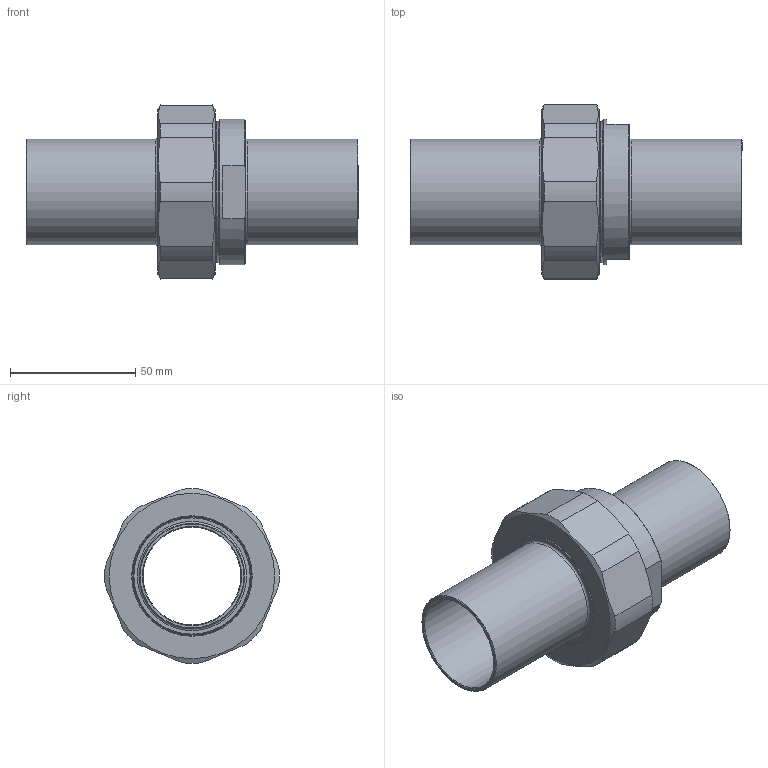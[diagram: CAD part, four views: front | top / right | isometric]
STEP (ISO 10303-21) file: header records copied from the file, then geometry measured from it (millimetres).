
FILE_DESCRIPTION(/* description */ (''),/* implementation_level */ '2;1');
FILE_NAME(/* name */ '3D_R666-PE-PG-42-DN50-42_1711304774.stp',/* time_stamp */ '2021-07-15T15:10:40+02:00',/* author */ ('cad'),/* organization */ (''),/* preprocessor_version */ 'ST-DEVELOPER v18.1',/* originating_system */ 'Autodesk Inventor 2022',/* authorisation */ '');
FILE_SCHEMA (('AUTOMOTIVE_DESIGN { 1 0 10303 214 3 1 1 }'));
Length unit declared in the file: millimetre
Products named in the file (4): 3D_R666-PE-PG-42-DN50-42_1711304774; 3D_R666-M-DN50_17113960; 3D_R666-PG-42-DN50_17113688; 3D_R666-PE-42-DN50_17113483
Assembly tree (3 placements, depth 2):
  3D_R666-PE-PG-42-DN50-42_1711304774
    3D_R666-M-DN50_17113960
    3D_R666-PG-42-DN50_17113688
    3D_R666-PE-42-DN50_17113483
Bounding box: 132.5 x 69.68 x 69.65 mm (x, y, z)
Volume: 89212.3 mm3; surface area: 52143.4 mm2
Topology: 3 solids, 3 shells, 69 faces, 173 edges, 114 vertices
Faces by surface type: plane 22, cone 20, cylinder 20, torus 7
Full cylindrical faces by diameter (mm): 39 x2, 42 x2, 47 x1, 47.5 x1, 54.5 x1, 56.2 x1, 56.656 x1, 58 x1, 59.5 x1, 60 x1
Entity records: 2249 total; most frequent: DIRECTION 404, CARTESIAN_POINT 403, ORIENTED_EDGE 346, AXIS2_PLACEMENT_3D 175, EDGE_CURVE 173, VERTEX_POINT 114, CIRCLE 99, EDGE_LOOP 79
